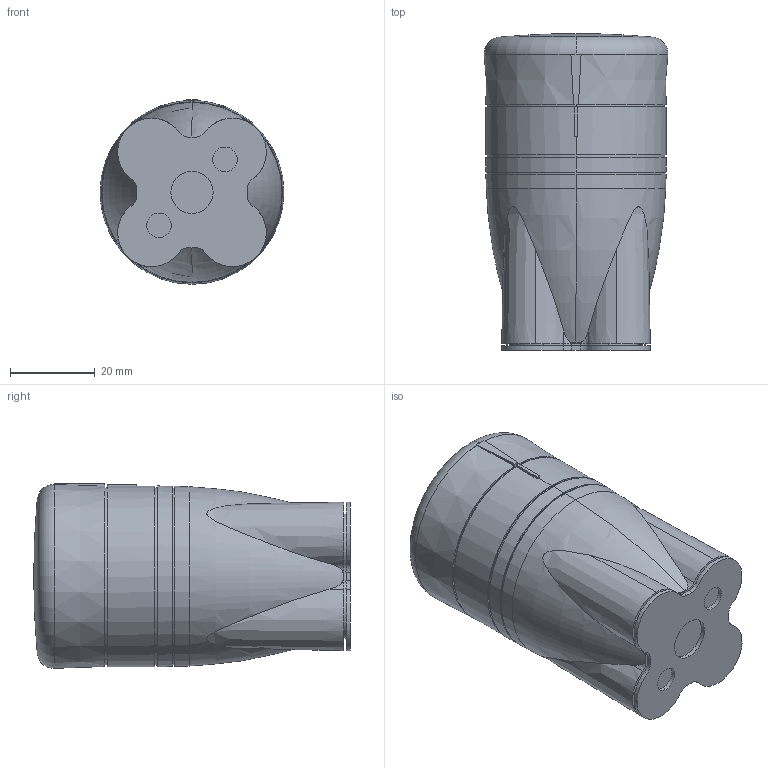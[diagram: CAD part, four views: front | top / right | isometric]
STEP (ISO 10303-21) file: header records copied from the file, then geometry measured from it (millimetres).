
FILE_DESCRIPTION (( 'STEP AP214' ), '1' );
FILE_NAME ('sl4_pib_imh.stp', '2013-09-20T09:29:43', ( '' ), ( '' ), 'SwSTEP 2.0', 'SolidWorks 2011', '' );
FILE_SCHEMA (( 'AUTOMOTIVE_DESIGN' ));
Length unit declared in the file: millimetre
Products named in the file (3): SL4-TowerCap_HI; 171300_part1_HI; sl4_pib_imh
Assembly tree (2 placements, depth 2):
  sl4_pib_imh
    171300_part1_HI
    SL4-TowerCap_HI
Bounding box: 43.43 x 74.79 x 43.62 mm (x, y, z)
Volume: 95587.3 mm3; surface area: 19587.4 mm2
Topology: 2 solids, 2 shells, 166 faces, 420 edges, 276 vertices
Faces by surface type: plane 68, cylinder 46, cone 40, torus 8, sphere 4
Entity records: 5476 total; most frequent: CARTESIAN_POINT 1207, DIRECTION 944, ORIENTED_EDGE 840, EDGE_CURVE 420, AXIS2_PLACEMENT_3D 375, VERTEX_POINT 276, CIRCLE 204, LINE 194
